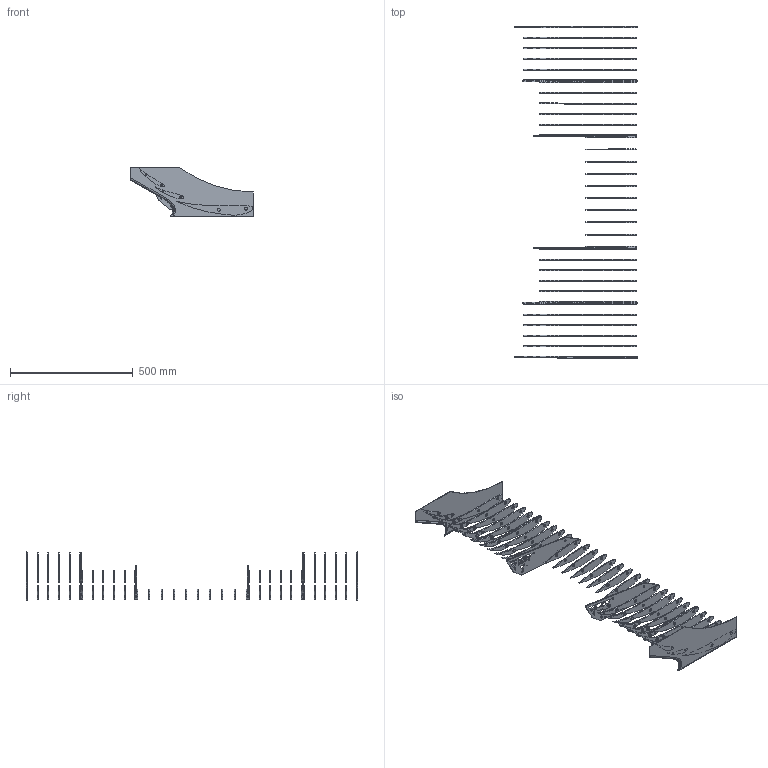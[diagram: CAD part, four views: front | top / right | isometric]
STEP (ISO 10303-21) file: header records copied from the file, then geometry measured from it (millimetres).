
FILE_DESCRIPTION(/* description */ (''),/* implementation_level */ '2;1');
FILE_NAME(/* name */ 'Fr.wing_assy.stp',/* time_stamp */ '2018-03-14T23:25:56+09:00',/* author */ ('ku_sk'),/* organization */ (''),/* preprocessor_version */ 'ST-DEVELOPER v17',/* originating_system */ 'Autodesk Inventor 2018',/* authorisation */ '');
FILE_SCHEMA (('AUTOMOTIVE_DESIGN { 1 0 10303 214 3 1 1 }'));
Length unit declared in the file: millimetre
Products named in the file (11): Fr.wing_assy; mainflap_center; plate; mainflap_side; plate_1; subflap2; plate_sf2; endplate; endplate1; bracket2; bracket1
Assembly tree (39 placements, depth 3):
  Fr.wing_assy
    mainflap_center
      plate  x10
    mainflap_side  x4
      plate_1
    subflap2  x6
      plate_sf2
    endplate
    endplate1
    bracket2  x2
    bracket1  x2
Bounding box: 500.53 x 1350 x 200 mm (x, y, z)
Volume: 1739976.5 mm3; surface area: 1158841.3 mm2
Topology: 76 solids, 76 shells, 1284 faces, 3392 edges, 2260 vertices
Faces by surface type: cylinder 1044, plane 232, bspline 8
Full cylindrical faces by diameter (mm): 6 x84, 8 x6, 12 x76
Entity records: 6587 total; most frequent: CARTESIAN_POINT 1438, DIRECTION 1074, ORIENTED_EDGE 928, EDGE_CURVE 464, AXIS2_PLACEMENT_3D 414, VERTEX_POINT 308, LINE 246, VECTOR 246
